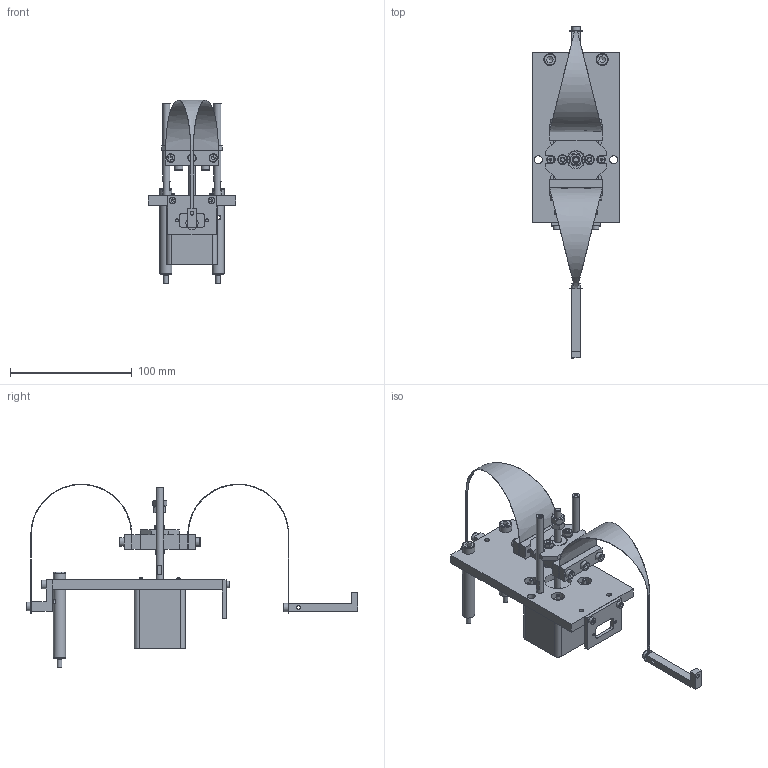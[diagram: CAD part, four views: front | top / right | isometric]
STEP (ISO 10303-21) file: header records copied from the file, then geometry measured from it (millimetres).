
FILE_DESCRIPTION(/* description */ (''),/* implementation_level */ '2;1');
FILE_NAME(/* name */ 'Assembling vertical blade_SF.stp',/* time_stamp */ '2019-09-03T10:02:40+09:00',/* author */ ('N. Sato'),/* organization */ (''),/* preprocessor_version */ 'ST-DEVELOPER v15.6',/* originating_system */ 'Autodesk Inventor 2015',/* authorisation */ '');
FILE_SCHEMA (('CONFIG_CONTROL_DESIGN'));
Length unit declared in the file: millimetre
Products named in the file (25): Part-81new-support connector; Part31new-part_plate_motor; AML C17_1_short; UNI EN 24032 M3; Part-28B-shaft_MISUMI; Part-29new-movement nut; Part-25rev-counter rotation; UNI EN 24032 M4; ISO 7092 ST 4 - 140 HV; SS ISO 4762 M4 x 20; UNI 5933 M4 x 16; fishing_rod_vertical_blade_22mm; Part-27-clamp tail blade; ISO 4762 - M4 x 12ISO; Lrod_for_counter_fishing; Part-26-support tail blade; motor_support_rod_SF; keysotne_fishing_tip_SF; ISO 4032 - M6ISO; ISO 4762 M3 x 10; ISO 7092 ST 3 - 140 HV; SS ISO 4762 M4 x 6; ISO 4762 - M6 x 16ISO; ISO 4762 - M4 x 6ISO; Assembling vertical blade_SF
Assembly tree (50 placements, depth 2):
  Assembling vertical blade_SF
    Part-81new-support connector
    Part31new-part_plate_motor
    AML C17_1_short
    UNI EN 24032 M3  x4
    Part-28B-shaft_MISUMI  x2
    Part-29new-movement nut
    Part-25rev-counter rotation
    UNI EN 24032 M4  x2
    ISO 7092 ST 4 - 140 HV  x2
    SS ISO 4762 M4 x 20  x2
    UNI 5933 M4 x 16  x4
    fishing_rod_vertical_blade_22mm  x2
    Part-27-clamp tail blade  x2
    ISO 4762 - M4 x 12ISO  x7
    Lrod_for_counter_fishing
    Part-26-support tail blade  x2
    motor_support_rod_SF  x2
    keysotne_fishing_tip_SF
    ISO 4032 - M6ISO  x2
    ISO 4762 M3 x 10  x2
    ISO 7092 ST 3 - 140 HV  x4
    SS ISO 4762 M4 x 6
    ISO 4762 - M6 x 16ISO  x2
    ISO 4762 - M4 x 6ISO
Bounding box: 72 x 273.12 x 150.97 mm (x, y, z)
Volume: 220218.4 mm3; surface area: 91344.3 mm2
Topology: 50 solids, 50 shells, 770 faces, 1758 edges, 1113 vertices
Faces by surface type: plane 397, cylinder 171, cone 162, torus 32, bspline 8
Full cylindrical faces by diameter (mm): 2.459 x10, 3 x12, 3.2 x11, 3.242 x17, 4 x30, 4.2 x23, 4.3 x2, 4.917 x5, 5 x1, 5.5 x2, 6 x8, 6.5 x5, 7 x11, 7.64 x4, 8 x2, 8.2 x4, 10 x4, 11 x4, 14 x1, 14.1 x1, 22 x2
Entity records: 12537 total; most frequent: CARTESIAN_POINT 3407, DIRECTION 1808, ORIENTED_EDGE 1468, AXIS2_PLACEMENT_3D 742, EDGE_CURVE 734, EDGE_LOOP 690, VERTEX_POINT 556, FACE_OUTER_BOUND 398
